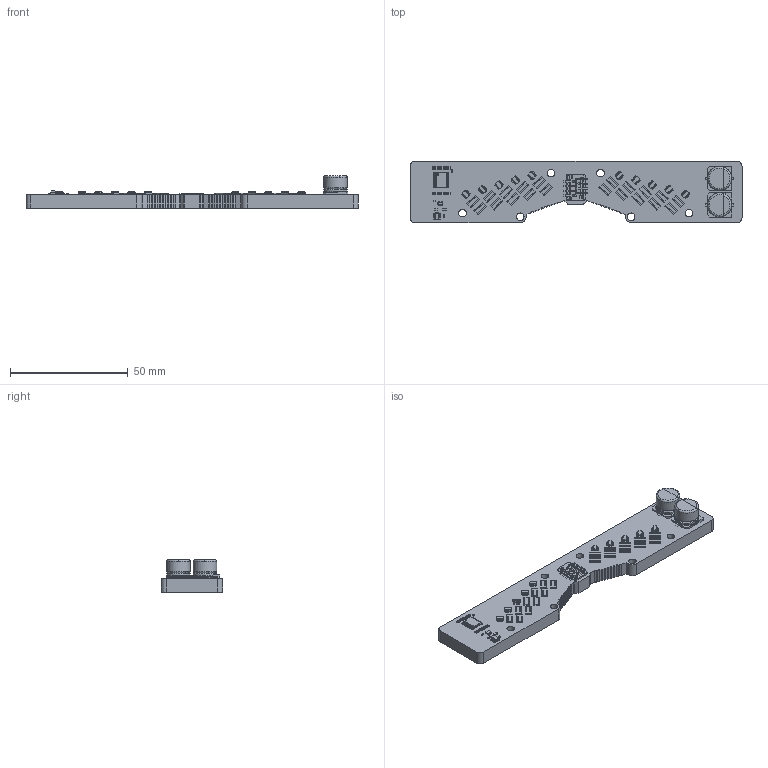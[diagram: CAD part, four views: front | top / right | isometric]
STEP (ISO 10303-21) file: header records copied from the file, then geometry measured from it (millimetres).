
FILE_DESCRIPTION(('KiCad electronic assembly'),'2;1');
FILE_NAME('LED_Module_E_cutout.step','2024-11-15T01:04:32',('Pcbnew'),( 'Kicad'),'Open CASCADE STEP processor 7.7','KiCad to STEP converter' ,'Unknown');
FILE_SCHEMA(('AUTOMOTIVE_DESIGN { 1 0 10303 214 1 1 1 1 }'));
Length unit declared in the file: millimetre
Products named in the file (22): LED_Module_E_cutout 1; CP_Elec_10x7.9; CP_Elec_10x79; R_1020_2550Metric; C_0402_1005Metric; R_0603_1608Metric; R_0402_1005Metric; 009159008603906; TSOP-6_1.65x3.05mm_P0.95mm; TSOP_6_165x305mm_P095mm; SOT-23-6; SOT_23_6; SOT-353_SC-70-5; SOT_353_SC_70_5; TSSOP-20_4.4x6.5mm_P0.65mm; TSSOP_20_44x65mm_P065mm; _autosave-LED_Module_E_PCB
Assembly tree (68 placements, depth 3):
  LED_Module_E_cutout 1
    CP_Elec_10x7.9  x2
      CP_Elec_10x79
    R_1020_2550Metric  x20
      R_1020_2550Metric
    C_0402_1005Metric  x3
      C_0402_1005Metric
    R_0603_1608Metric  x2
      R_0603_1608Metric
    R_0402_1005Metric  x16
      R_0402_1005Metric
    009159008603906
      009159008603906
    TSOP-6_1.65x3.05mm_P0.95mm  x10
      TSOP_6_165x305mm_P095mm
    SOT-23-6
      SOT_23_6
    SOT-353_SC-70-5
      SOT_353_SC_70_5
    TSSOP-20_4.4x6.5mm_P0.65mm
      TSSOP_20_44x65mm_P065mm
    _autosave-LED_Module_E_PCB
Bounding box: 140.75 x 26 x 13.75 mm (x, y, z)
Volume: 20500.6 mm3; surface area: 11955.3 mm2
Topology: 66 solids, 66 shells, 3555 faces, 9309 edges, 5890 vertices
Faces by surface type: plane 2169, cylinder 937, bspline 411, torus 28, revolution 10
Full cylindrical faces by diameter (mm): 0.1 x10, 0.5 x1, 0.75 x2, 3.2 x6, 10 x4
Entity records: 50394 total; most frequent: CARTESIAN_POINT 8515, ORIENTED_EDGE 7578, DIRECTION 7148, EDGE_CURVE 3789, LINE 2811, VECTOR 2811, VERTEX_POINT 2407, AXIS2_PLACEMENT_3D 2164
